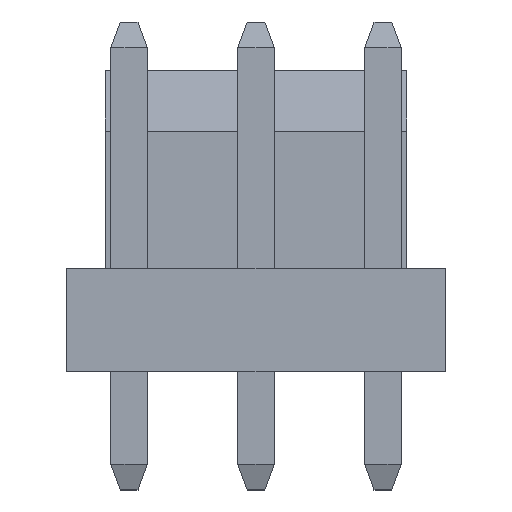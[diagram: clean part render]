
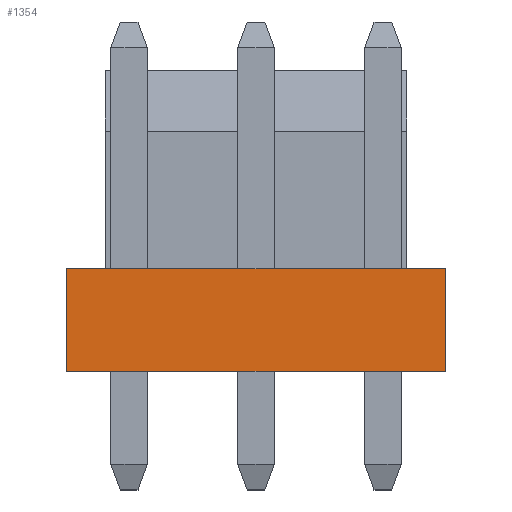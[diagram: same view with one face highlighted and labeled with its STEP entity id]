
A CAD part, top view. The second image highlights one B-rep face of the part: STEP entity #1354.
In plain terms, the highlighted planar face has unit normal (0, 0, 1).
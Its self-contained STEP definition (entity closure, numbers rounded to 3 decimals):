
#30 = CARTESIAN_POINT ( 'NONE',  ( -5.91, -5.45, 4.25 ) ) ;
#99 = LINE ( 'NONE', #2048, #789 ) ;
#164 = CARTESIAN_POINT ( 'NONE',  ( 1.95, -5.45, 4.25 ) ) ;
#173 = DIRECTION ( 'NONE',  ( -1., 0., 0. ) ) ;
#181 = EDGE_CURVE ( 'NONE', #1422, #1350, #533, .T. ) ;
#249 = ORIENTED_EDGE ( 'NONE', *, *, #181, .T. ) ;
#398 = FACE_OUTER_BOUND ( 'NONE', #583, .T. ) ;
#428 = VERTEX_POINT ( 'NONE', #967 ) ;
#442 = DIRECTION ( 'NONE',  ( 0., -1., 0. ) ) ;
#466 = DIRECTION ( 'NONE',  ( 0., 0., -1. ) ) ;
#533 = LINE ( 'NONE', #681, #597 ) ;
#583 = EDGE_LOOP ( 'NONE', ( #1317, #1965, #249, #1599 ) ) ;
#597 = VECTOR ( 'NONE', #1394, 1000. ) ;
#628 = VECTOR ( 'NONE', #442, 1000. ) ;
#650 = EDGE_CURVE ( 'NONE', #1422, #428, #1375, .T. ) ;
#681 = CARTESIAN_POINT ( 'NONE',  ( 1.95, -2.25, 4.25 ) ) ;
#789 = VECTOR ( 'NONE', #173, 1000. ) ;
#848 = LINE ( 'NONE', #1164, #875 ) ;
#875 = VECTOR ( 'NONE', #1347, 1000. ) ;
#939 = CARTESIAN_POINT ( 'NONE',  ( 5.91, -5.45, 4.25 ) ) ;
#967 = CARTESIAN_POINT ( 'NONE',  ( 5.91, -5.45, 4.25 ) ) ;
#1072 = EDGE_CURVE ( 'NONE', #428, #1288, #99, .T. ) ;
#1119 = CARTESIAN_POINT ( 'NONE',  ( 5.91, -2.25, 4.25 ) ) ;
#1164 = CARTESIAN_POINT ( 'NONE',  ( -5.91, -5.45, 4.25 ) ) ;
#1288 = VERTEX_POINT ( 'NONE', #30 ) ;
#1317 = ORIENTED_EDGE ( 'NONE', *, *, #1072, .F. ) ;
#1347 = DIRECTION ( 'NONE',  ( 0., -1., 0. ) ) ;
#1350 = VERTEX_POINT ( 'NONE', #1610 ) ;
#1354 = ADVANCED_FACE ( 'NONE', ( #398 ), #2052, .F. ) ;
#1375 = LINE ( 'NONE', #939, #628 ) ;
#1394 = DIRECTION ( 'NONE',  ( -1., 0., 0. ) ) ;
#1409 = AXIS2_PLACEMENT_3D ( 'NONE', #164, #466, #1733 ) ;
#1422 = VERTEX_POINT ( 'NONE', #1119 ) ;
#1599 = ORIENTED_EDGE ( 'NONE', *, *, #1864, .T. ) ;
#1610 = CARTESIAN_POINT ( 'NONE',  ( -5.91, -2.25, 4.25 ) ) ;
#1733 = DIRECTION ( 'NONE',  ( 0., -1., 0. ) ) ;
#1864 = EDGE_CURVE ( 'NONE', #1350, #1288, #848, .T. ) ;
#1965 = ORIENTED_EDGE ( 'NONE', *, *, #650, .F. ) ;
#2048 = CARTESIAN_POINT ( 'NONE',  ( 1.95, -5.45, 4.25 ) ) ;
#2052 = PLANE ( 'NONE',  #1409 ) ;
